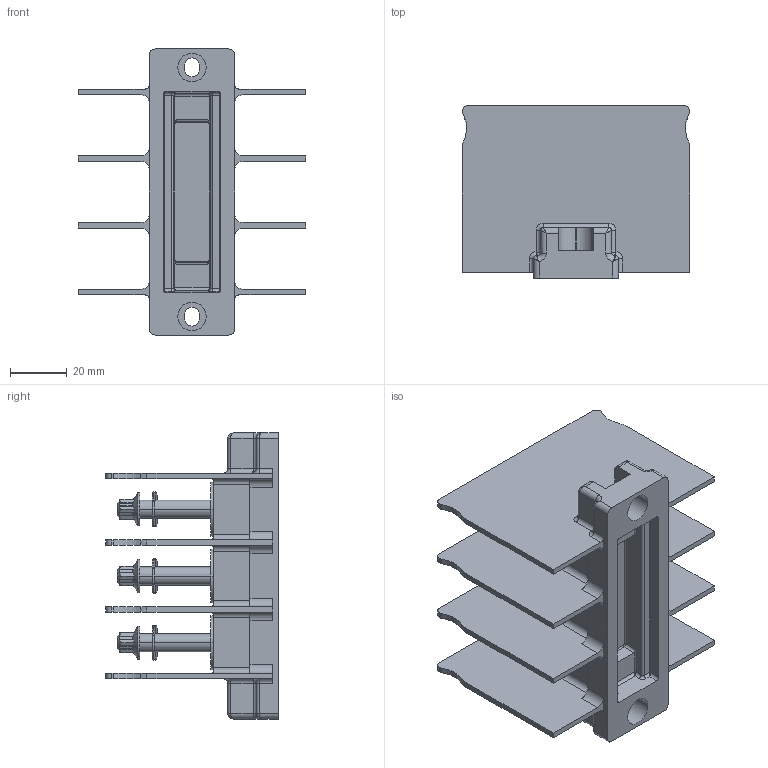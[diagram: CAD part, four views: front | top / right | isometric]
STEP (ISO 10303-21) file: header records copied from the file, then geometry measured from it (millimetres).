
FILE_DESCRIPTION((''),'2;1');
FILE_NAME('32426032002','2019-09-24T',('presta_be4'),(''),'PRO/ENGINEER BY PARAMETRIC TECHNOLOGY CORPORATION, 2014310','PRO/ENGINEER BY PARAMETRIC TECHNOLOGY CORPORATION, 2014310','');
FILE_SCHEMA(('CONFIG_CONTROL_DESIGN'));
Length unit declared in the file: millimetre
Products named in the file (1): 32426032002
Bounding box: 80 x 60.8 x 100.7 mm (x, y, z)
Volume: 80278.1 mm3; surface area: 51236.6 mm2
Topology: 4 solids, 4 shells, 469 faces, 1242 edges, 788 vertices
Faces by surface type: cylinder 200, plane 177, bspline 40, cone 34, torus 18
Entity records: 17984 total; most frequent: CARTESIAN_POINT 6895, ORIENTED_EDGE 2476, DIRECTION 2094, EDGE_CURVE 1238, VERTEX_POINT 788, AXIS2_PLACEMENT_3D 769, VECTOR 556, LINE 556
